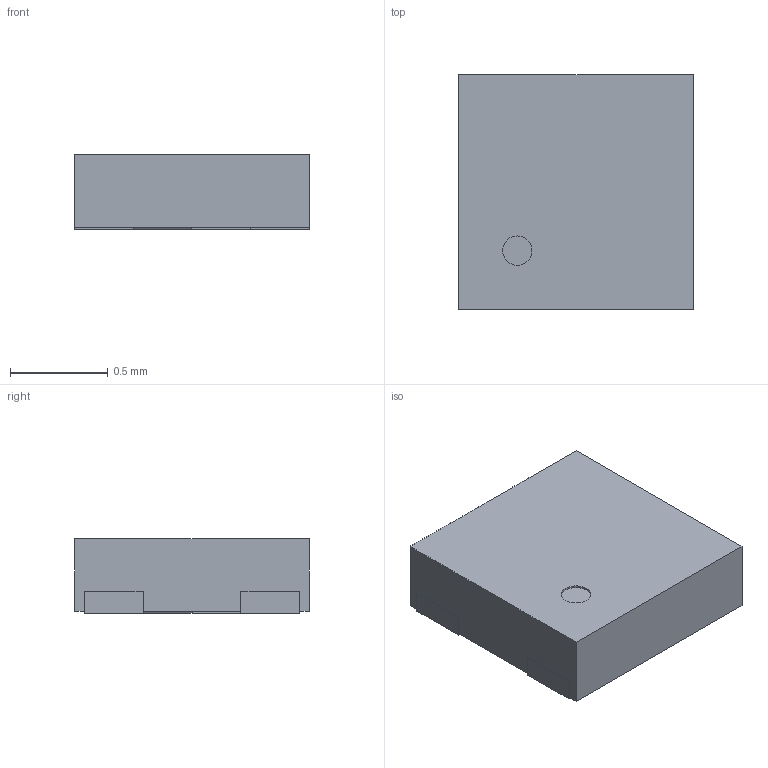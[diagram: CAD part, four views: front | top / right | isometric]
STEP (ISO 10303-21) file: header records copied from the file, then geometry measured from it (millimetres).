
FILE_DESCRIPTION (( 'STEP AP214' ), '1' );
FILE_NAME ('DFN5B.STEP', '2018-01-25T01:25:42', ( 'Admin' ), ( 'MyPc' ), 'SwSTEP 2.0', 'SolidWorks 2015', '' );
FILE_SCHEMA (( 'AUTOMOTIVE_DESIGN' ));
Length unit declared in the file: millimetre
Products named in the file (1): DFN5B
Bounding box: 1.2 x 1.2 x 0.38 mm (x, y, z)
Volume: 0.5 mm3; surface area: 7.4 mm2
Topology: 6 solids, 6 shells, 74 faces, 180 edges, 120 vertices
Faces by surface type: plane 72, cylinder 2
Entity records: 2207 total; most frequent: CARTESIAN_POINT 375, ORIENTED_EDGE 360, DIRECTION 334, EDGE_CURVE 180, VECTOR 176, LINE 176, VERTEX_POINT 120, AXIS2_PLACEMENT_3D 79
